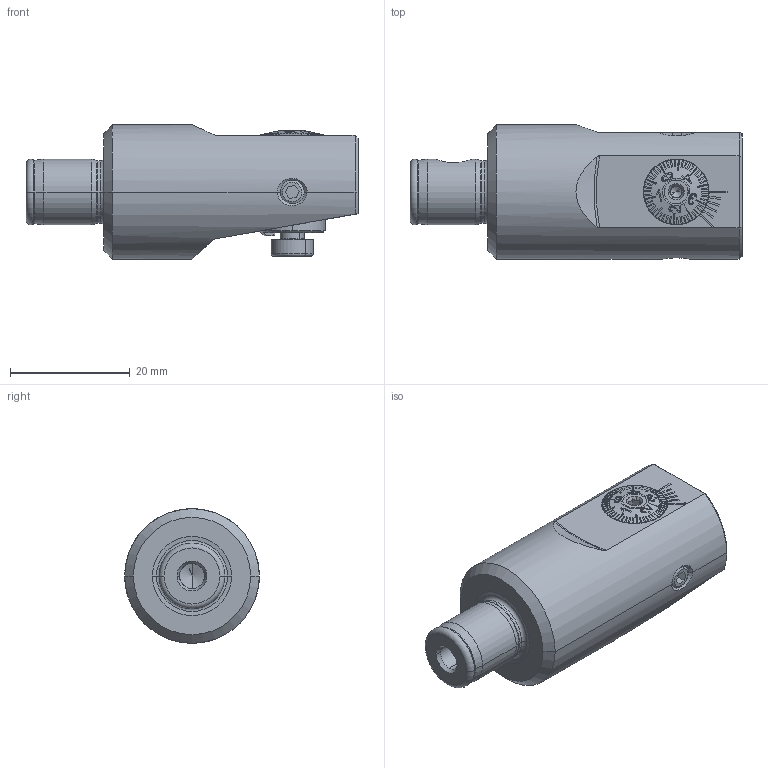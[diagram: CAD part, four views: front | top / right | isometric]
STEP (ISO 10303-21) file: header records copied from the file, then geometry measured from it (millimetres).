
FILE_DESCRIPTION (( 'STEP AP203' ), '1' );
FILE_NAME ('C05.020.024.045.STEP', '2021-01-20T15:26:16', ( '' ), ( '' ), 'SwSTEP 2.0', 'SolidWorks 2017', '' );
FILE_SCHEMA (( 'CONFIG_CONTROL_DESIGN' ));
Length unit declared in the file: millimetre
Products named in the file (16): F20-BG1.DA3.011_A_Standart ; ISO 4762 - M1.4 x 6; WH1-F20.DA3.045_A_bohrungen gef〕lt; PEE-DA3.011.026_A; ISO 4026 - M4 x 4; F20-BG2.011.004_A; C05.020.024.045; F20-BG2.011.003_A; F20-BG3.004.018_A; DIN 3771 - 11x1_x; F20-BG2.007.006_A; Klebstoff D4; Fxx-MAB.xxx.xxx_A_F20-DA3; F20-BG1.DA4.011_verstellbar; F20-BG2.008.009_A; DIN 7984 - M4 x 6_PreviewCfg
Assembly tree (15 placements, depth 3):
  C05.020.024.045
    WH1-F20.DA3.045_A_bohrungen gef〕lt
    F20-BG1.DA4.011_verstellbar
      F20-BG1.DA3.011_A_Standart 
      F20-BG2.008.009_A
      F20-BG2.011.003_A
      DIN 3771 - 11x1_x
      F20-BG2.007.006_A
      Fxx-MAB.xxx.xxx_A_F20-DA3
      F20-BG2.011.004_A
    F20-BG3.004.018_A
    PEE-DA3.011.026_A
    Klebstoff D4
    DIN 7984 - M4 x 6_PreviewCfg
    ISO 4762 - M1.4 x 6
    ISO 4026 - M4 x 4
Bounding box: 55.5 x 22.5 x 22.5 mm (x, y, z)
Volume: 14436 mm3; surface area: 8118.6 mm2
Topology: 14 solids, 14 shells, 788 faces, 2034 edges, 1288 vertices
Faces by surface type: plane 393, cone 170, cylinder 133, torus 56, bspline 36
Entity records: 28167 total; most frequent: CARTESIAN_POINT 8068, ORIENTED_EDGE 4036, DIRECTION 3558, EDGE_CURVE 2018, AXIS2_PLACEMENT_3D 1321, VERTEX_POINT 1288, VECTOR 916, LINE 916
